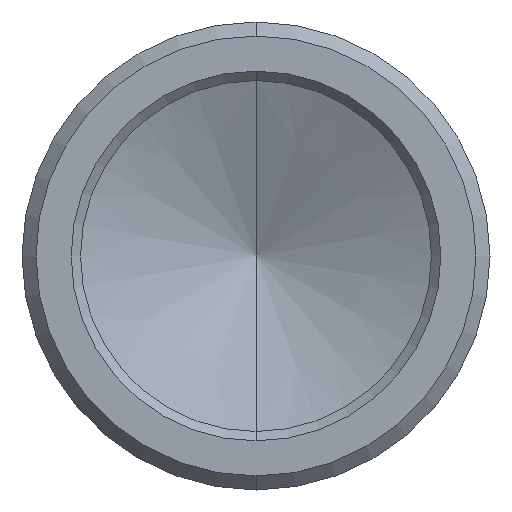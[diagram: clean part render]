
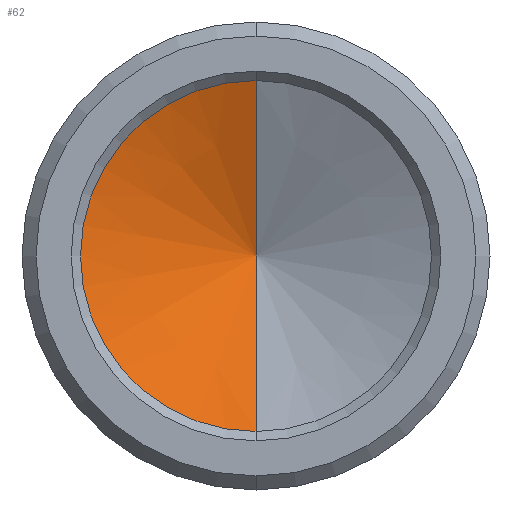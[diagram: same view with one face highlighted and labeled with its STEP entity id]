
A CAD part, front view. The second image highlights one B-rep face of the part: STEP entity #62.
In plain terms, the highlighted conical face has half-angle 68 degrees and reference radius 3.75 mm.
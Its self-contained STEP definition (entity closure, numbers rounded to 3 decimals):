
#45 = ORIENTED_EDGE ( 'NONE', *, *, #50, .F. ) ;
#47 = EDGE_LOOP ( 'NONE', ( #45, #55, #61 ) ) ;
#50 = EDGE_CURVE ( 'NONE', #57, #59, #307, .T. ) ;
#53 = VERTEX_POINT ( 'NONE', #298 ) ;
#55 = ORIENTED_EDGE ( 'NONE', *, *, #58, .T. ) ;
#57 = VERTEX_POINT ( 'NONE', #296 ) ;
#58 = EDGE_CURVE ( 'NONE', #57, #53, #295, .T. ) ;
#59 = VERTEX_POINT ( 'NONE', #291 ) ;
#61 = ORIENTED_EDGE ( 'NONE', *, *, #108, .T. ) ;
#62 = ADVANCED_FACE ( 'NONE', ( #290 ), #289, .F. ) ;
#108 = EDGE_CURVE ( 'NONE', #53, #59, #442, .T. ) ;
#289 = CONICAL_SURFACE ( 'NONE', #348, 3.75, 1.187 ) ;
#290 = FACE_OUTER_BOUND ( 'NONE', #47, .T. ) ;
#291 = CARTESIAN_POINT ( 'NONE',  ( 0., 22., -3.75 ) ) ;
#292 = DIRECTION ( 'NONE',  ( 0., -0.375, 0.927 ) ) ;
#293 = VECTOR ( 'NONE', #292, 1000. ) ;
#294 = CARTESIAN_POINT ( 'NONE',  ( 0., 22., 3.75 ) ) ;
#295 = LINE ( 'NONE', #294, #293 ) ;
#296 = CARTESIAN_POINT ( 'NONE',  ( 0., 23.515, 0. ) ) ;
#298 = CARTESIAN_POINT ( 'NONE',  ( 0., 22., 3.75 ) ) ;
#304 = DIRECTION ( 'NONE',  ( 0., -0.375, -0.927 ) ) ;
#305 = VECTOR ( 'NONE', #304, 1000. ) ;
#306 = CARTESIAN_POINT ( 'NONE',  ( 0., 22., -3.75 ) ) ;
#307 = LINE ( 'NONE', #306, #305 ) ;
#345 = DIRECTION ( 'NONE',  ( 0., 0., -1. ) ) ;
#346 = DIRECTION ( 'NONE',  ( 0., -1., 0. ) ) ;
#347 = CARTESIAN_POINT ( 'NONE',  ( 0., 22., 0. ) ) ;
#348 = AXIS2_PLACEMENT_3D ( 'NONE', #347, #346, #345 ) ;
#438 = DIRECTION ( 'NONE',  ( 0., 0., -1. ) ) ;
#439 = DIRECTION ( 'NONE',  ( 0., -1., 0. ) ) ;
#440 = CARTESIAN_POINT ( 'NONE',  ( 0., 22., 0. ) ) ;
#441 = AXIS2_PLACEMENT_3D ( 'NONE', #440, #439, #438 ) ;
#442 = CIRCLE ( 'NONE', #441, 3.75 ) ;
